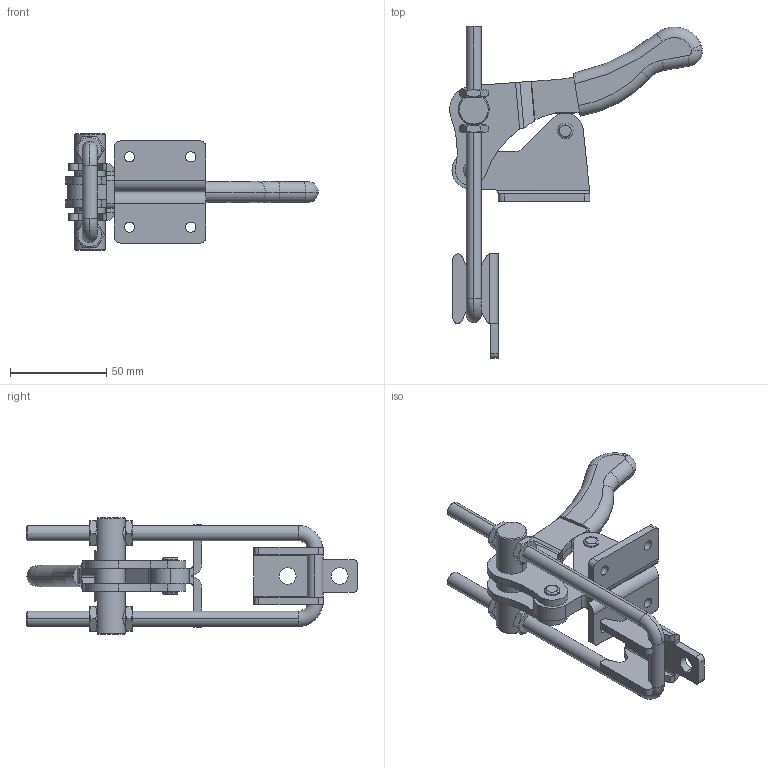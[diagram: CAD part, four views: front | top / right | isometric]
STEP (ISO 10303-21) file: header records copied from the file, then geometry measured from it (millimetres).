
FILE_DESCRIPTION (( 'STEP AP203' ), '1' );
FILE_NAME ('HS-40344 装配体.STEP', '2018-12-07T06:54:34', ( 'PCOS' ), ( '微软中国' ), 'SwSTEP 2.0', 'SolidWorks 2012', '' );
FILE_SCHEMA (( 'CONFIG_CONTROL_DESIGN' ));
Length unit declared in the file: millimetre
Products named in the file (11): HS-40344 蚾饜极; hex thin nuts-grades ab-chamfered gb_GB_FASTENER_NUT_STNAB M8-N; 挴裝; 种粣; 种2; 种1; 忒梟酘; 忒梟衵; 忒參; 縐諶; 菁釱
Assembly tree (13 placements, depth 2):
  HS-40344 蚾饜极
    菁釱
    縐諶
    忒參
    忒梟衵
    忒梟酘
    种1
    种2
    种粣
    挴裝
    hex thin nuts-grades ab-chamfered gb_GB_FASTENER_NUT_STNAB M8-N  x4
Bounding box: 131.17 x 172.33 x 60.3 mm (x, y, z)
Volume: 90205.3 mm3; surface area: 45273.9 mm2
Topology: 13 solids, 13 shells, 684 faces, 1775 edges, 1149 vertices
Faces by surface type: plane 340, cylinder 150, bspline 131, cone 39, torus 24
Entity records: 25919 total; most frequent: CARTESIAN_POINT 9767, ORIENTED_EDGE 3310, DIRECTION 2710, EDGE_CURVE 1655, VERTEX_POINT 1077, LINE 994, VECTOR 994, AXIS2_PLACEMENT_3D 858
